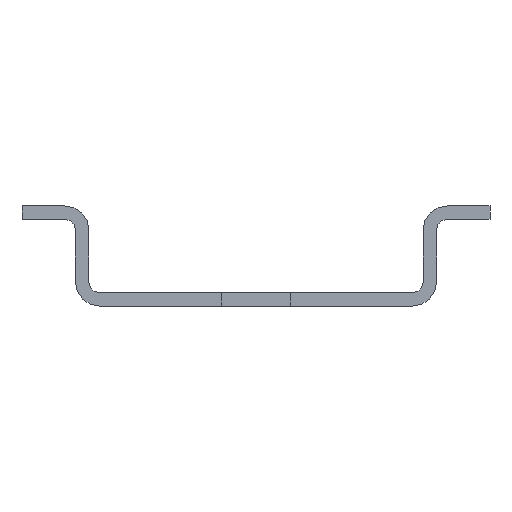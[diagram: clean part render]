
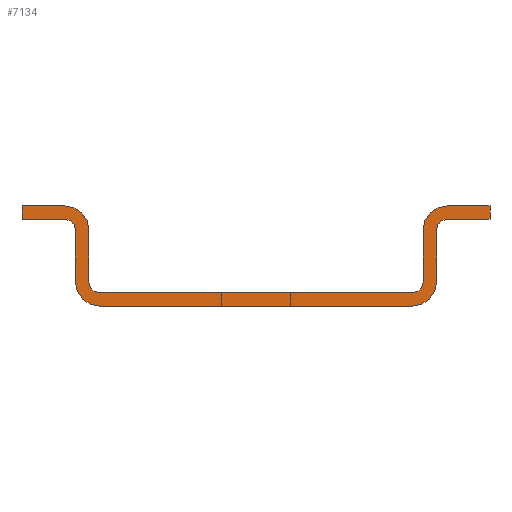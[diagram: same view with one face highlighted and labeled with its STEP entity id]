
A CAD part, front view. The second image highlights one B-rep face of the part: STEP entity #7134.
In plain terms, the highlighted planar face has unit normal (0, -1, 0).
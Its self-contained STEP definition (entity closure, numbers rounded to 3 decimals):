
#340=PLANE('',#7827);
#678=FACE_OUTER_BOUND('',#1020,.T.);
#1020=EDGE_LOOP('',(#5913,#5914,#5915,#5916,#5917,#5918,#5919,#5920,#5921,
#5922,#5923,#5924,#5925,#5926,#5927,#5928,#5929,#5930,#5931,#5932));
#1836=LINE('',#11824,#2520);
#1840=LINE('',#11836,#2524);
#1843=LINE('',#11842,#2527);
#1846=LINE('',#11848,#2530);
#1850=LINE('',#11860,#2534);
#1853=LINE('',#11872,#2537);
#1854=LINE('',#11874,#2538);
#1855=LINE('',#11878,#2539);
#1856=LINE('',#11882,#2540);
#1857=LINE('',#11884,#2541);
#1858=LINE('',#11886,#2542);
#1859=LINE('',#11889,#2543);
#2520=VECTOR('',#9781,10.);
#2524=VECTOR('',#9793,10.);
#2527=VECTOR('',#9798,10.);
#2530=VECTOR('',#9803,10.);
#2534=VECTOR('',#9815,10.);
#2537=VECTOR('',#9828,10.);
#2538=VECTOR('',#9829,10.);
#2539=VECTOR('',#9832,10.);
#2540=VECTOR('',#9835,10.);
#2541=VECTOR('',#9836,10.);
#2542=VECTOR('',#9837,10.);
#2543=VECTOR('',#9840,10.);
#2882=CIRCLE('',#7812,0.8);
#2884=CIRCLE('',#7816,1.8);
#2886=CIRCLE('',#7822,0.8);
#2888=CIRCLE('',#7826,1.8);
#2889=CIRCLE('',#7828,1.8);
#2890=CIRCLE('',#7829,0.8);
#2891=CIRCLE('',#7830,1.8);
#2892=CIRCLE('',#7831,0.8);
#3539=VERTEX_POINT('',#11815);
#3540=VERTEX_POINT('',#11817);
#3542=VERTEX_POINT('',#11823);
#3544=VERTEX_POINT('',#11829);
#3546=VERTEX_POINT('',#11835);
#3548=VERTEX_POINT('',#11841);
#3550=VERTEX_POINT('',#11847);
#3552=VERTEX_POINT('',#11853);
#3554=VERTEX_POINT('',#11859);
#3556=VERTEX_POINT('',#11865);
#3557=VERTEX_POINT('',#11869);
#3558=VERTEX_POINT('',#11870);
#3559=VERTEX_POINT('',#11873);
#3560=VERTEX_POINT('',#11875);
#3561=VERTEX_POINT('',#11877);
#3562=VERTEX_POINT('',#11879);
#3563=VERTEX_POINT('',#11881);
#3564=VERTEX_POINT('',#11883);
#3565=VERTEX_POINT('',#11885);
#3566=VERTEX_POINT('',#11887);
#4539=EDGE_CURVE('',#3540,#3539,#2882,.T.);
#4542=EDGE_CURVE('',#3542,#3540,#1836,.T.);
#4545=EDGE_CURVE('',#3544,#3542,#2884,.T.);
#4548=EDGE_CURVE('',#3546,#3544,#1840,.T.);
#4551=EDGE_CURVE('',#3548,#3546,#1843,.T.);
#4554=EDGE_CURVE('',#3550,#3548,#1846,.T.);
#4557=EDGE_CURVE('',#3552,#3550,#2886,.T.);
#4560=EDGE_CURVE('',#3554,#3552,#1850,.T.);
#4563=EDGE_CURVE('',#3556,#3554,#2888,.T.);
#4565=EDGE_CURVE('',#3557,#3558,#2889,.T.);
#4566=EDGE_CURVE('',#3556,#3557,#1853,.T.);
#4567=EDGE_CURVE('',#3539,#3559,#1854,.T.);
#4568=EDGE_CURVE('',#3560,#3559,#2890,.T.);
#4569=EDGE_CURVE('',#3561,#3560,#1855,.T.);
#4570=EDGE_CURVE('',#3562,#3561,#2891,.T.);
#4571=EDGE_CURVE('',#3563,#3562,#1856,.T.);
#4572=EDGE_CURVE('',#3564,#3563,#1857,.T.);
#4573=EDGE_CURVE('',#3565,#3564,#1858,.T.);
#4574=EDGE_CURVE('',#3566,#3565,#2892,.T.);
#4575=EDGE_CURVE('',#3558,#3566,#1859,.T.);
#5913=ORIENTED_EDGE('',*,*,#4565,.F.);
#5914=ORIENTED_EDGE('',*,*,#4566,.F.);
#5915=ORIENTED_EDGE('',*,*,#4563,.T.);
#5916=ORIENTED_EDGE('',*,*,#4560,.T.);
#5917=ORIENTED_EDGE('',*,*,#4557,.T.);
#5918=ORIENTED_EDGE('',*,*,#4554,.T.);
#5919=ORIENTED_EDGE('',*,*,#4551,.T.);
#5920=ORIENTED_EDGE('',*,*,#4548,.T.);
#5921=ORIENTED_EDGE('',*,*,#4545,.T.);
#5922=ORIENTED_EDGE('',*,*,#4542,.T.);
#5923=ORIENTED_EDGE('',*,*,#4539,.T.);
#5924=ORIENTED_EDGE('',*,*,#4567,.T.);
#5925=ORIENTED_EDGE('',*,*,#4568,.F.);
#5926=ORIENTED_EDGE('',*,*,#4569,.F.);
#5927=ORIENTED_EDGE('',*,*,#4570,.F.);
#5928=ORIENTED_EDGE('',*,*,#4571,.F.);
#5929=ORIENTED_EDGE('',*,*,#4572,.F.);
#5930=ORIENTED_EDGE('',*,*,#4573,.F.);
#5931=ORIENTED_EDGE('',*,*,#4574,.F.);
#5932=ORIENTED_EDGE('',*,*,#4575,.F.);
#7134=ADVANCED_FACE('',(#678),#340,.F.);
#7812=AXIS2_PLACEMENT_3D('',#11818,#9775,#9776);
#7816=AXIS2_PLACEMENT_3D('',#11830,#9787,#9788);
#7822=AXIS2_PLACEMENT_3D('',#11854,#9809,#9810);
#7826=AXIS2_PLACEMENT_3D('',#11866,#9821,#9822);
#7827=AXIS2_PLACEMENT_3D('',#11868,#9824,#9825);
#7828=AXIS2_PLACEMENT_3D('',#11871,#9826,#9827);
#7829=AXIS2_PLACEMENT_3D('',#11876,#9830,#9831);
#7830=AXIS2_PLACEMENT_3D('',#11880,#9833,#9834);
#7831=AXIS2_PLACEMENT_3D('',#11888,#9838,#9839);
#9775=DIRECTION('center_axis',(0.,1.,0.));
#9776=DIRECTION('ref_axis',(0.,0.,1.));
#9781=DIRECTION('',(0.,0.,-1.));
#9787=DIRECTION('center_axis',(0.,-1.,0.));
#9788=DIRECTION('ref_axis',(0.,0.,1.));
#9793=DIRECTION('',(-1.,0.,0.));
#9798=DIRECTION('',(0.,0.,1.));
#9803=DIRECTION('',(1.,0.,0.));
#9809=DIRECTION('center_axis',(0.,1.,0.));
#9810=DIRECTION('ref_axis',(0.,0.,-1.));
#9815=DIRECTION('',(0.,0.,1.));
#9821=DIRECTION('center_axis',(0.,-1.,0.));
#9822=DIRECTION('ref_axis',(0.,0.,-1.));
#9824=DIRECTION('center_axis',(0.,1.,0.));
#9825=DIRECTION('ref_axis',(0.,0.,1.));
#9826=DIRECTION('center_axis',(0.,1.,0.));
#9827=DIRECTION('ref_axis',(0.,0.,-1.));
#9828=DIRECTION('',(-1.,0.,0.));
#9829=DIRECTION('',(-1.,0.,0.));
#9830=DIRECTION('center_axis',(0.,-1.,0.));
#9831=DIRECTION('ref_axis',(0.,0.,1.));
#9832=DIRECTION('',(0.,0.,-1.));
#9833=DIRECTION('center_axis',(0.,1.,0.));
#9834=DIRECTION('ref_axis',(0.,0.,1.));
#9835=DIRECTION('',(1.,0.,0.));
#9836=DIRECTION('',(0.,0.,1.));
#9837=DIRECTION('',(-1.,0.,0.));
#9838=DIRECTION('center_axis',(0.,-1.,0.));
#9839=DIRECTION('ref_axis',(0.,0.,-1.));
#9840=DIRECTION('',(0.,0.,1.));
#11815=CARTESIAN_POINT('',(11.7,-1000.,1.));
#11817=CARTESIAN_POINT('',(12.5,-1000.,1.8));
#11818=CARTESIAN_POINT('Origin',(11.7,-1000.,1.8));
#11823=CARTESIAN_POINT('',(12.5,-1000.,5.7));
#11824=CARTESIAN_POINT('',(12.5,-1000.,5.7));
#11829=CARTESIAN_POINT('',(14.3,-1000.,7.5));
#11830=CARTESIAN_POINT('Origin',(14.3,-1000.,5.7));
#11835=CARTESIAN_POINT('',(17.5,-1000.,7.5));
#11836=CARTESIAN_POINT('',(17.5,-1000.,7.5));
#11841=CARTESIAN_POINT('',(17.5,-1000.,6.5));
#11842=CARTESIAN_POINT('',(17.5,-1000.,6.5));
#11847=CARTESIAN_POINT('',(14.3,-1000.,6.5));
#11848=CARTESIAN_POINT('',(14.3,-1000.,6.5));
#11853=CARTESIAN_POINT('',(13.5,-1000.,5.7));
#11854=CARTESIAN_POINT('Origin',(14.3,-1000.,5.7));
#11859=CARTESIAN_POINT('',(13.5,-1000.,1.8));
#11860=CARTESIAN_POINT('',(13.5,-1000.,1.8));
#11865=CARTESIAN_POINT('',(11.7,-1000.,0.));
#11866=CARTESIAN_POINT('Origin',(11.7,-1000.,1.8));
#11868=CARTESIAN_POINT('Origin',(-9.708,-1000.,2.593));
#11869=CARTESIAN_POINT('',(-11.7,-1000.,0.));
#11870=CARTESIAN_POINT('',(-13.5,-1000.,1.8));
#11871=CARTESIAN_POINT('Origin',(-11.7,-1000.,1.8));
#11872=CARTESIAN_POINT('',(0.,-1000.,0.));
#11873=CARTESIAN_POINT('',(-11.7,-1000.,1.));
#11874=CARTESIAN_POINT('',(11.7,-1000.,1.));
#11875=CARTESIAN_POINT('',(-12.5,-1000.,1.8));
#11876=CARTESIAN_POINT('Origin',(-11.7,-1000.,1.8));
#11877=CARTESIAN_POINT('',(-12.5,-1000.,5.7));
#11878=CARTESIAN_POINT('',(-12.5,-1000.,5.7));
#11879=CARTESIAN_POINT('',(-14.3,-1000.,7.5));
#11880=CARTESIAN_POINT('Origin',(-14.3,-1000.,5.7));
#11881=CARTESIAN_POINT('',(-17.5,-1000.,7.5));
#11882=CARTESIAN_POINT('',(-17.5,-1000.,7.5));
#11883=CARTESIAN_POINT('',(-17.5,-1000.,6.5));
#11884=CARTESIAN_POINT('',(-17.5,-1000.,6.5));
#11885=CARTESIAN_POINT('',(-14.3,-1000.,6.5));
#11886=CARTESIAN_POINT('',(-14.3,-1000.,6.5));
#11887=CARTESIAN_POINT('',(-13.5,-1000.,5.7));
#11888=CARTESIAN_POINT('Origin',(-14.3,-1000.,5.7));
#11889=CARTESIAN_POINT('',(-13.5,-1000.,1.8));
